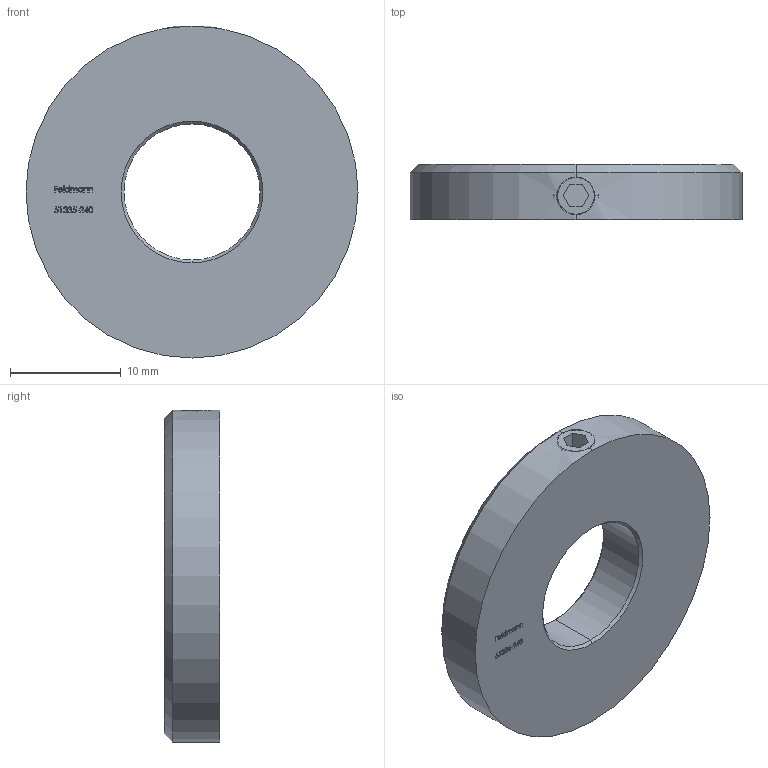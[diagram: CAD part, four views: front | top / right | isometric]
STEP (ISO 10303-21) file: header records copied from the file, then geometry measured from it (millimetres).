
FILE_DESCRIPTION (( 'STEP AP203' ), '1' );
FILE_NAME ('51335-240.step', '2020-10-13T06:02:40', ( '' ), ( '' ), 'SwSTEP 2.0', 'SolidWorks 2018', '' );
FILE_SCHEMA (( 'CONFIG_CONTROL_DESIGN' ));
Length unit declared in the file: millimetre
Products named in the file (6): 51335-240; 5133X-240 Teil1_51335-240 Teil1; DIN913 M4x8; 5133X-240 Teil1; DIN913 M4x8_DIN913 M4x8
Assembly tree (4 placements, depth 2):
  51335-240
    5133X-240 Teil1_51335-240 Teil1
    DIN913 M4x8_DIN913 M4x8
  51335-240
    DIN913 M4x8
    5133X-240 Teil1
Bounding box: 30 x 5 x 30 mm (x, y, z)
Volume: 2925.6 mm3; surface area: 1997.2 mm2
Topology: 2 solids, 2 shells, 259 faces, 694 edges, 462 vertices
Faces by surface type: plane 134, bspline 107, cone 10, cylinder 8
Entity records: 15133 total; most frequent: CARTESIAN_POINT 8785, ORIENTED_EDGE 1384, DIRECTION 816, EDGE_CURVE 692, VERTEX_POINT 458, LINE 448, VECTOR 448, EDGE_LOOP 284
